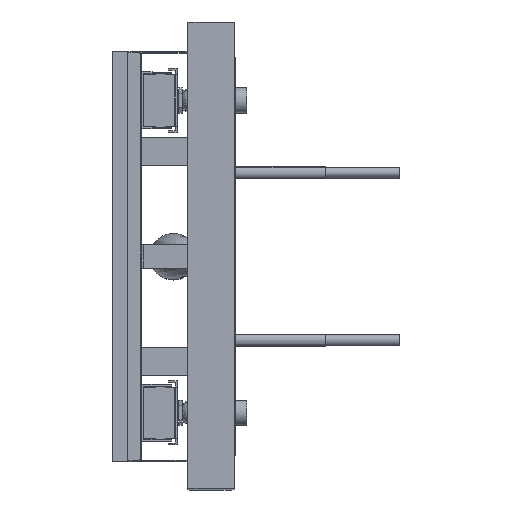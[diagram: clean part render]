
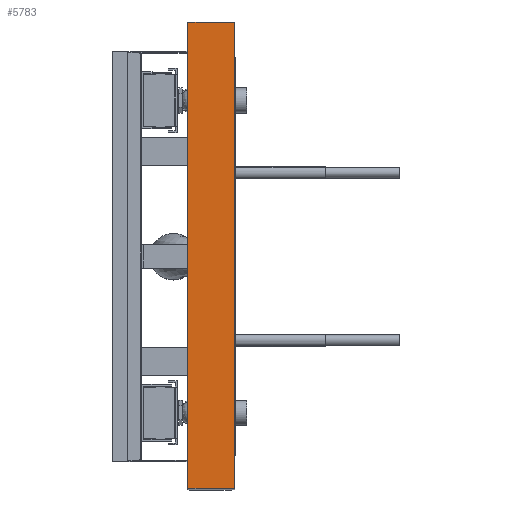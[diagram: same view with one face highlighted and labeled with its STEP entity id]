
A CAD part, top view. The second image highlights one B-rep face of the part: STEP entity #5783.
In plain terms, the highlighted planar face has unit normal (0, 0, 1).
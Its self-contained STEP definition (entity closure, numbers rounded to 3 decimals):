
#184=PLANE('',#6586);
#760=ORIENTED_EDGE('',*,*,#2149,.T.);
#761=ORIENTED_EDGE('',*,*,#2150,.F.);
#762=ORIENTED_EDGE('',*,*,#2151,.F.);
#763=ORIENTED_EDGE('',*,*,#2147,.T.);
#2147=EDGE_CURVE('',#3005,#3004,#3642,.T.);
#2149=EDGE_CURVE('',#3004,#3006,#3644,.T.);
#2150=EDGE_CURVE('',#3007,#3006,#3645,.T.);
#2151=EDGE_CURVE('',#3005,#3007,#3646,.T.);
#3004=VERTEX_POINT('',#8810);
#3005=VERTEX_POINT('',#8812);
#3006=VERTEX_POINT('',#8816);
#3007=VERTEX_POINT('',#8818);
#3642=LINE('',#8811,#4388);
#3644=LINE('',#8815,#4390);
#3645=LINE('',#8817,#4391);
#3646=LINE('',#8819,#4392);
#4388=VECTOR('',#7210,1000.);
#4390=VECTOR('',#7214,1000.);
#4391=VECTOR('',#7215,1000.);
#4392=VECTOR('',#7216,1000.);
#5105=EDGE_LOOP('',(#760,#761,#762,#763));
#5432=FACE_BOUND('',#5105,.T.);
#5783=ADVANCED_FACE('',(#5432),#184,.F.);
#6586=AXIS2_PLACEMENT_3D('',#8814,#7212,#7213);
#7210=DIRECTION('',(1.,0.,0.));
#7212=DIRECTION('',(0.,0.,-1.));
#7213=DIRECTION('',(0.,-1.,0.));
#7214=DIRECTION('',(0.,1.,0.));
#7215=DIRECTION('',(1.,0.,0.));
#7216=DIRECTION('',(0.,1.,0.));
#8810=CARTESIAN_POINT('',(0.,-34.217,4.452));
#8811=CARTESIAN_POINT('',(-50.,-34.217,4.452));
#8812=CARTESIAN_POINT('',(-50.,-34.217,4.452));
#8814=CARTESIAN_POINT('',(-50.,-34.217,4.452));
#8815=CARTESIAN_POINT('',(0.,-34.217,4.452));
#8816=CARTESIAN_POINT('',(0.,465.783,4.452));
#8817=CARTESIAN_POINT('',(-50.,465.783,4.452));
#8818=CARTESIAN_POINT('',(-50.,465.783,4.452));
#8819=CARTESIAN_POINT('',(-50.,-34.217,4.452));
